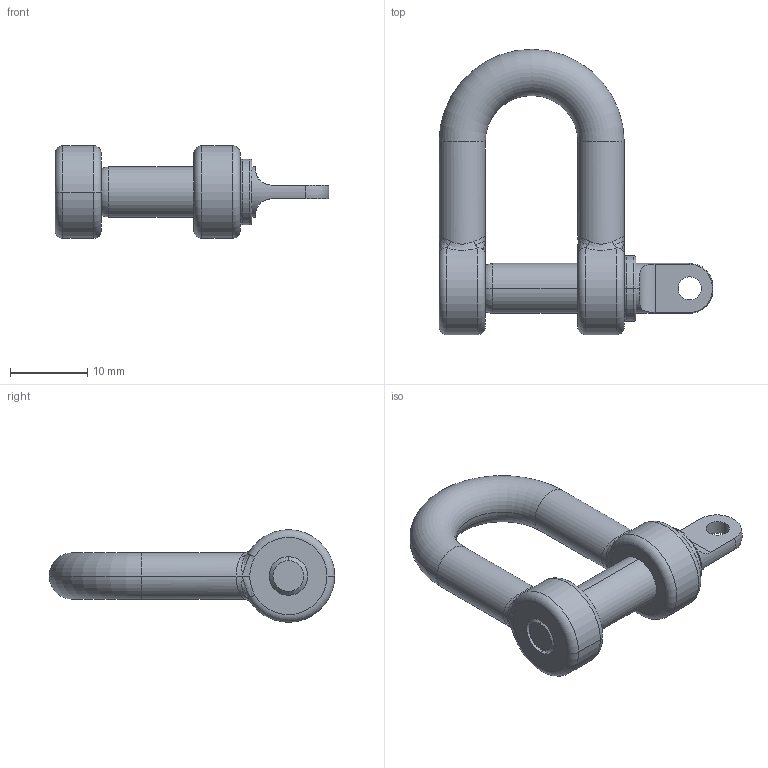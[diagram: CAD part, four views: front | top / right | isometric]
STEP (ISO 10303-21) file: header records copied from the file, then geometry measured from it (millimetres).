
FILE_DESCRIPTION (( 'STEP AP203' ), '1' );
FILE_NAME ('10005006.STEP', '2018-06-14T11:19:21', ( '' ), ( '' ), 'SwSTEP 2.0', 'SolidWorks 2015', '' );
FILE_SCHEMA (( 'CONFIG_CONTROL_DESIGN' ));
Length unit declared in the file: millimetre
Products named in the file (3): 1000500X Teil1_10005006 Teil1; 1000500X Teil2_10005006 Teil2; 10005006
Assembly tree (2 placements, depth 2):
  10005006
    1000500X Teil1_10005006 Teil1
    1000500X Teil2_10005006 Teil2
Bounding box: 35.5 x 37 x 12 mm (x, y, z)
Volume: 3508.3 mm3; surface area: 2678.6 mm2
Topology: 2 solids, 2 shells, 305 faces, 802 edges, 512 vertices
Faces by surface type: bspline 145, plane 74, cylinder 64, torus 18, cone 4
Entity records: 14389 total; most frequent: CARTESIAN_POINT 7869, ORIENTED_EDGE 1604, EDGE_CURVE 802, DIRECTION 779, VERTEX_POINT 512, B_SPLINE_CURVE_WITH_KNOTS 493, EDGE_LOOP 322, ADVANCED_FACE 305
